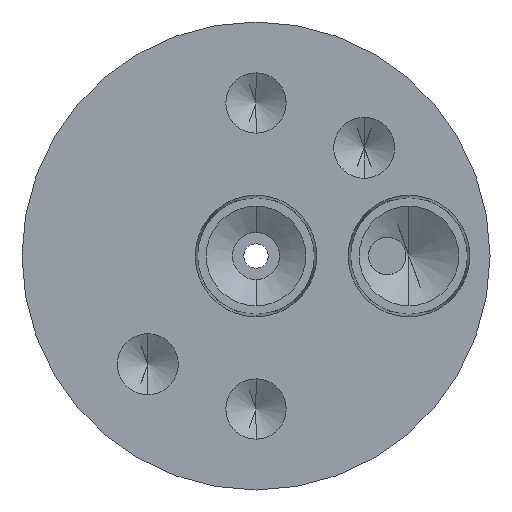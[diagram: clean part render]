
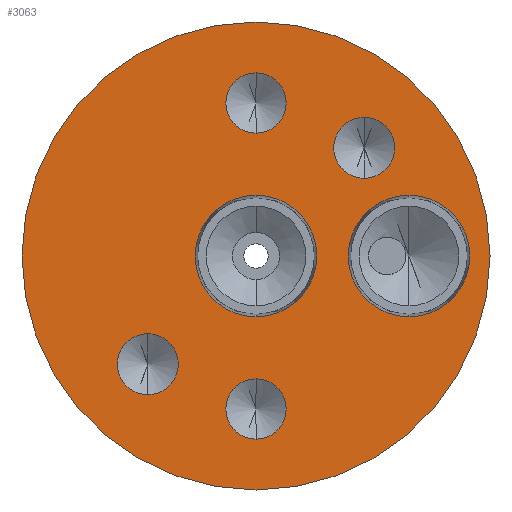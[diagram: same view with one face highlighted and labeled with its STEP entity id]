
A CAD part, front view. The second image highlights one B-rep face of the part: STEP entity #3063.
In plain terms, the highlighted planar face has unit normal (0, -1, 0).
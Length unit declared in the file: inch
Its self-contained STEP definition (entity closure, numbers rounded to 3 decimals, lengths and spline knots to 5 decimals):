
#3 = EDGE_CURVE ( 'NONE', #2407, #1678, #2415, .T. ) ;
#41 = EDGE_LOOP ( 'NONE', ( #695, #3136 ) ) ;
#48 = EDGE_CURVE ( 'NONE', #421, #2508, #2264, .T. ) ;
#165 = VERTEX_POINT ( 'NONE', #2690 ) ;
#173 = FACE_BOUND ( 'NONE', #2326, .T. ) ;
#178 = DIRECTION ( 'NONE',  ( 0., 1., 0. ) ) ;
#183 = VERTEX_POINT ( 'NONE', #2752 ) ;
#184 = ORIENTED_EDGE ( 'NONE', *, *, #2034, .F. ) ;
#200 = AXIS2_PLACEMENT_3D ( 'NONE', #1629, #1352, #1076 ) ;
#217 = PLANE ( 'NONE',  #393 ) ;
#228 = CARTESIAN_POINT ( 'NONE',  ( 0.36062, -0.625, 0.36062 ) ) ;
#234 = FACE_BOUND ( 'NONE', #2698, .T. ) ;
#258 = EDGE_LOOP ( 'NONE', ( #1049, #3490 ) ) ;
#276 = CIRCLE ( 'NONE', #562, 0.10156 ) ;
#284 = DIRECTION ( 'NONE',  ( 0., -1., 0. ) ) ;
#293 = AXIS2_PLACEMENT_3D ( 'NONE', #2022, #3177, #2273 ) ;
#308 = CIRCLE ( 'NONE', #2652, 0.1005 ) ;
#370 = AXIS2_PLACEMENT_3D ( 'NONE', #2472, #284, #589 ) ;
#380 = CARTESIAN_POINT ( 'NONE',  ( 0., -0.625, 0.78 ) ) ;
#387 = EDGE_CURVE ( 'NONE', #2431, #2032, #3635, .T. ) ;
#393 = AXIS2_PLACEMENT_3D ( 'NONE', #3658, #3082, #538 ) ;
#421 = VERTEX_POINT ( 'NONE', #3259 ) ;
#441 = VERTEX_POINT ( 'NONE', #1343 ) ;
#460 = EDGE_LOOP ( 'NONE', ( #947, #1198 ) ) ;
#478 = FACE_BOUND ( 'NONE', #41, .T. ) ;
#492 = VERTEX_POINT ( 'NONE', #1871 ) ;
#508 = CARTESIAN_POINT ( 'NONE',  ( 0.51, -0.625, 0. ) ) ;
#538 = DIRECTION ( 'NONE',  ( 0., 0., -1. ) ) ;
#552 = DIRECTION ( 'NONE',  ( 0., 0., 1. ) ) ;
#556 = DIRECTION ( 'NONE',  ( 0., 0., -1. ) ) ;
#562 = AXIS2_PLACEMENT_3D ( 'NONE', #1180, #1753, #1482 ) ;
#572 = CIRCLE ( 'NONE', #3117, 0.1005 ) ;
#589 = DIRECTION ( 'NONE',  ( 0., 0., -1. ) ) ;
#647 = DIRECTION ( 'NONE',  ( 0., 0., -1. ) ) ;
#677 = CARTESIAN_POINT ( 'NONE',  ( 0.51, -0.625, -0.20251 ) ) ;
#695 = ORIENTED_EDGE ( 'NONE', *, *, #2579, .F. ) ;
#705 = CARTESIAN_POINT ( 'NONE',  ( 0., -0.625, 0. ) ) ;
#746 = EDGE_CURVE ( 'NONE', #1678, #2407, #308, .T. ) ;
#821 = DIRECTION ( 'NONE',  ( 0., 0., -1. ) ) ;
#824 = ORIENTED_EDGE ( 'NONE', *, *, #3527, .F. ) ;
#871 = DIRECTION ( 'NONE',  ( 0., -1., 0. ) ) ;
#881 = CARTESIAN_POINT ( 'NONE',  ( 0., -0.625, 0. ) ) ;
#905 = EDGE_LOOP ( 'NONE', ( #184, #2846 ) ) ;
#947 = ORIENTED_EDGE ( 'NONE', *, *, #2637, .F. ) ;
#973 = AXIS2_PLACEMENT_3D ( 'NONE', #1364, #2487, #821 ) ;
#975 = DIRECTION ( 'NONE',  ( 0., 0., -1. ) ) ;
#1049 = ORIENTED_EDGE ( 'NONE', *, *, #3, .F. ) ;
#1065 = FACE_BOUND ( 'NONE', #905, .T. ) ;
#1076 = DIRECTION ( 'NONE',  ( 0., 0., -1. ) ) ;
#1118 = EDGE_CURVE ( 'NONE', #2032, #2431, #2537, .T. ) ;
#1180 = CARTESIAN_POINT ( 'NONE',  ( -0.36062, -0.625, -0.36062 ) ) ;
#1198 = ORIENTED_EDGE ( 'NONE', *, *, #48, .F. ) ;
#1229 = EDGE_CURVE ( 'NONE', #183, #1842, #1473, .T. ) ;
#1276 = FACE_BOUND ( 'NONE', #258, .T. ) ;
#1282 = CIRCLE ( 'NONE', #1348, 0.20251 ) ;
#1335 = DIRECTION ( 'NONE',  ( 0., 0., -1. ) ) ;
#1343 = CARTESIAN_POINT ( 'NONE',  ( 0., -0.625, 0.4095 ) ) ;
#1348 = AXIS2_PLACEMENT_3D ( 'NONE', #1676, #1654, #2200 ) ;
#1352 = DIRECTION ( 'NONE',  ( 0., -1., 0. ) ) ;
#1364 = CARTESIAN_POINT ( 'NONE',  ( 0., -0.625, 0.51 ) ) ;
#1433 = AXIS2_PLACEMENT_3D ( 'NONE', #1581, #178, #3010 ) ;
#1473 = CIRCLE ( 'NONE', #370, 0.2025 ) ;
#1482 = DIRECTION ( 'NONE',  ( 0., 0., -1. ) ) ;
#1526 = AXIS2_PLACEMENT_3D ( 'NONE', #881, #2192, #552 ) ;
#1581 = CARTESIAN_POINT ( 'NONE',  ( 0., -0.625, 0. ) ) ;
#1597 = FACE_OUTER_BOUND ( 'NONE', #2338, .T. ) ;
#1610 = EDGE_CURVE ( 'NONE', #3510, #2887, #1282, .T. ) ;
#1628 = DIRECTION ( 'NONE',  ( 0., -1., 0. ) ) ;
#1629 = CARTESIAN_POINT ( 'NONE',  ( 0., -0.625, -0.51 ) ) ;
#1654 = DIRECTION ( 'NONE',  ( 0., -1., 0. ) ) ;
#1666 = ORIENTED_EDGE ( 'NONE', *, *, #1610, .F. ) ;
#1676 = CARTESIAN_POINT ( 'NONE',  ( 0.51, -0.625, 0. ) ) ;
#1678 = VERTEX_POINT ( 'NONE', #2342 ) ;
#1743 = AXIS2_PLACEMENT_3D ( 'NONE', #508, #1628, #2763 ) ;
#1753 = DIRECTION ( 'NONE',  ( 0., -1., 0. ) ) ;
#1811 = EDGE_CURVE ( 'NONE', #165, #441, #572, .T. ) ;
#1832 = DIRECTION ( 'NONE',  ( 0., -1., 0. ) ) ;
#1842 = VERTEX_POINT ( 'NONE', #3060 ) ;
#1858 = ORIENTED_EDGE ( 'NONE', *, *, #1118, .F. ) ;
#1871 = CARTESIAN_POINT ( 'NONE',  ( 0.36062, -0.625, 0.25906 ) ) ;
#2022 = CARTESIAN_POINT ( 'NONE',  ( 0.36062, -0.625, 0.36062 ) ) ;
#2032 = VERTEX_POINT ( 'NONE', #380 ) ;
#2034 = EDGE_CURVE ( 'NONE', #492, #2450, #3415, .T. ) ;
#2151 = CARTESIAN_POINT ( 'NONE',  ( 0., -0.625, -0.6105 ) ) ;
#2192 = DIRECTION ( 'NONE',  ( 0., 1., 0. ) ) ;
#2200 = DIRECTION ( 'NONE',  ( 0., 0., -1. ) ) ;
#2242 = CARTESIAN_POINT ( 'NONE',  ( 0., -0.625, -0.51 ) ) ;
#2251 = AXIS2_PLACEMENT_3D ( 'NONE', #228, #2722, #2455 ) ;
#2252 = EDGE_CURVE ( 'NONE', #2450, #492, #2725, .T. ) ;
#2264 = CIRCLE ( 'NONE', #3459, 0.10156 ) ;
#2273 = DIRECTION ( 'NONE',  ( 0., 0., -1. ) ) ;
#2286 = CARTESIAN_POINT ( 'NONE',  ( -0.36062, -0.625, -0.46219 ) ) ;
#2325 = CIRCLE ( 'NONE', #1743, 0.20251 ) ;
#2326 = EDGE_LOOP ( 'NONE', ( #2818, #1666 ) ) ;
#2338 = EDGE_LOOP ( 'NONE', ( #1858, #3583 ) ) ;
#2342 = CARTESIAN_POINT ( 'NONE',  ( 0., -0.625, -0.4095 ) ) ;
#2407 = VERTEX_POINT ( 'NONE', #2151 ) ;
#2415 = CIRCLE ( 'NONE', #200, 0.1005 ) ;
#2431 = VERTEX_POINT ( 'NONE', #3298 ) ;
#2450 = VERTEX_POINT ( 'NONE', #3584 ) ;
#2455 = DIRECTION ( 'NONE',  ( 0., 0., -1. ) ) ;
#2472 = CARTESIAN_POINT ( 'NONE',  ( 0., -0.625, 0. ) ) ;
#2487 = DIRECTION ( 'NONE',  ( 0., -1., 0. ) ) ;
#2508 = VERTEX_POINT ( 'NONE', #2286 ) ;
#2537 = CIRCLE ( 'NONE', #1526, 0.78 ) ;
#2559 = DIRECTION ( 'NONE',  ( 0., -1., 0. ) ) ;
#2579 = EDGE_CURVE ( 'NONE', #1842, #183, #2801, .T. ) ;
#2637 = EDGE_CURVE ( 'NONE', #2508, #421, #276, .T. ) ;
#2652 = AXIS2_PLACEMENT_3D ( 'NONE', #2242, #871, #556 ) ;
#2690 = CARTESIAN_POINT ( 'NONE',  ( 0., -0.625, 0.6105 ) ) ;
#2698 = EDGE_LOOP ( 'NONE', ( #824, #2946 ) ) ;
#2722 = DIRECTION ( 'NONE',  ( 0., -1., 0. ) ) ;
#2725 = CIRCLE ( 'NONE', #2251, 0.10156 ) ;
#2752 = CARTESIAN_POINT ( 'NONE',  ( 0., -0.625, 0.2025 ) ) ;
#2763 = DIRECTION ( 'NONE',  ( 0., 0., -1. ) ) ;
#2801 = CIRCLE ( 'NONE', #2863, 0.2025 ) ;
#2818 = ORIENTED_EDGE ( 'NONE', *, *, #3398, .F. ) ;
#2846 = ORIENTED_EDGE ( 'NONE', *, *, #2252, .F. ) ;
#2863 = AXIS2_PLACEMENT_3D ( 'NONE', #705, #1832, #647 ) ;
#2887 = VERTEX_POINT ( 'NONE', #677 ) ;
#2946 = ORIENTED_EDGE ( 'NONE', *, *, #1811, .F. ) ;
#3010 = DIRECTION ( 'NONE',  ( 0., 0., 1. ) ) ;
#3024 = FACE_BOUND ( 'NONE', #460, .T. ) ;
#3060 = CARTESIAN_POINT ( 'NONE',  ( 0., -0.625, -0.2025 ) ) ;
#3061 = CIRCLE ( 'NONE', #973, 0.1005 ) ;
#3063 = ADVANCED_FACE ( 'NONE', ( #1065, #3024, #173, #234, #1276, #478, #1597 ), #217, .T. ) ;
#3082 = DIRECTION ( 'NONE',  ( 0., -1., 0. ) ) ;
#3117 = AXIS2_PLACEMENT_3D ( 'NONE', #3388, #3616, #1335 ) ;
#3136 = ORIENTED_EDGE ( 'NONE', *, *, #1229, .F. ) ;
#3177 = DIRECTION ( 'NONE',  ( 0., -1., 0. ) ) ;
#3259 = CARTESIAN_POINT ( 'NONE',  ( -0.36062, -0.625, -0.25906 ) ) ;
#3298 = CARTESIAN_POINT ( 'NONE',  ( 0., -0.625, -0.78 ) ) ;
#3314 = CARTESIAN_POINT ( 'NONE',  ( 0.51, -0.625, 0.20251 ) ) ;
#3388 = CARTESIAN_POINT ( 'NONE',  ( 0., -0.625, 0.51 ) ) ;
#3398 = EDGE_CURVE ( 'NONE', #2887, #3510, #2325, .T. ) ;
#3415 = CIRCLE ( 'NONE', #293, 0.10156 ) ;
#3459 = AXIS2_PLACEMENT_3D ( 'NONE', #3497, #2559, #975 ) ;
#3490 = ORIENTED_EDGE ( 'NONE', *, *, #746, .F. ) ;
#3497 = CARTESIAN_POINT ( 'NONE',  ( -0.36062, -0.625, -0.36062 ) ) ;
#3510 = VERTEX_POINT ( 'NONE', #3314 ) ;
#3527 = EDGE_CURVE ( 'NONE', #441, #165, #3061, .T. ) ;
#3583 = ORIENTED_EDGE ( 'NONE', *, *, #387, .F. ) ;
#3584 = CARTESIAN_POINT ( 'NONE',  ( 0.36062, -0.625, 0.46219 ) ) ;
#3616 = DIRECTION ( 'NONE',  ( 0., -1., 0. ) ) ;
#3635 = CIRCLE ( 'NONE', #1433, 0.78 ) ;
#3658 = CARTESIAN_POINT ( 'NONE',  ( -0.78, -0.625, 0. ) ) ;
